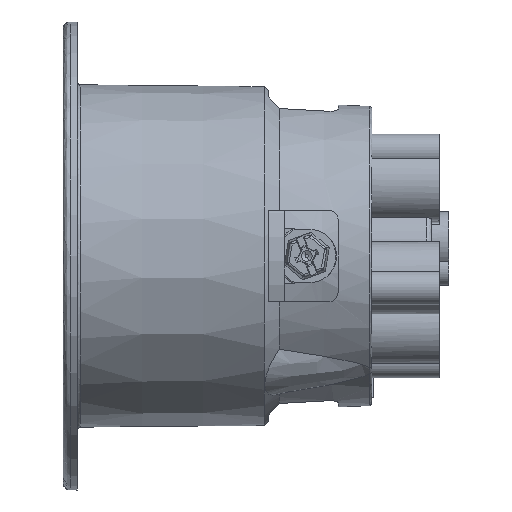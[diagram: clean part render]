
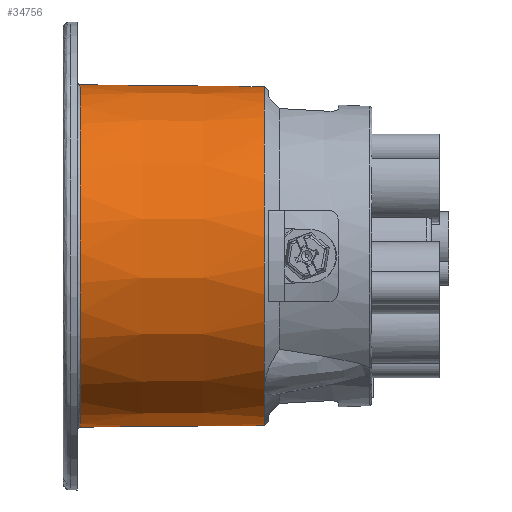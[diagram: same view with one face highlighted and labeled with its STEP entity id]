
A CAD part, front view. The second image highlights one B-rep face of the part: STEP entity #34756.
In plain terms, the highlighted conical face has half-angle 0.5 degrees and reference radius 27.901 mm.
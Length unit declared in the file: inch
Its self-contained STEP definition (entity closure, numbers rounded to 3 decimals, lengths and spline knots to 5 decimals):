
#3607 = ORIENTED_EDGE ( 'NONE', *, *, #39626, .F. ) ;
#6424 = CARTESIAN_POINT ( 'NONE',  ( -0.51737, 0., 0. ) ) ;
#7839 = DIRECTION ( 'NONE',  ( -1., 0., 0. ) ) ;
#13358 = DIRECTION ( 'NONE',  ( 1., 0., 0. ) ) ;
#15790 = ORIENTED_EDGE ( 'NONE', *, *, #55853, .F. ) ;
#25975 = EDGE_LOOP ( 'NONE', ( #15790 ) ) ;
#30551 = AXIS2_PLACEMENT_3D ( 'NONE', #6424, #42984, #67009 ) ;
#30749 = AXIS2_PLACEMENT_3D ( 'NONE', #37520, #7839, #67911 ) ;
#34756 = ADVANCED_FACE ( 'NONE', ( #67218, #50268 ), #77653, .T. ) ;
#37520 = CARTESIAN_POINT ( 'NONE',  ( 0.67135, 0., 0. ) ) ;
#38226 = DIRECTION ( 'NONE',  ( 0., 0.678, 0.736 ) ) ;
#39626 = EDGE_CURVE ( 'NONE', #48759, #48759, #64414, .T. ) ;
#42984 = DIRECTION ( 'NONE',  ( -1., 0., 0. ) ) ;
#43995 = VERTEX_POINT ( 'NONE', #52238 ) ;
#48759 = VERTEX_POINT ( 'NONE', #57982 ) ;
#50268 = FACE_OUTER_BOUND ( 'NONE', #55541, .T. ) ;
#52238 = CARTESIAN_POINT ( 'NONE',  ( 0.67135, 0.74421, 0.80793 ) ) ;
#55157 = CIRCLE ( 'NONE', #73293, 1.09845 ) ;
#55541 = EDGE_LOOP ( 'NONE', ( #3607 ) ) ;
#55853 = EDGE_CURVE ( 'NONE', #43995, #43995, #55157, .T. ) ;
#57982 = CARTESIAN_POINT ( 'NONE',  ( -0.51737, 0.75124, 0.81556 ) ) ;
#64414 = CIRCLE ( 'NONE', #30551, 1.10883 ) ;
#67009 = DIRECTION ( 'NONE',  ( 0., 0.678, 0.736 ) ) ;
#67218 = FACE_BOUND ( 'NONE', #25975, .T. ) ;
#67911 = DIRECTION ( 'NONE',  ( 0., -1., 0. ) ) ;
#73293 = AXIS2_PLACEMENT_3D ( 'NONE', #74437, #13358, #38226 ) ;
#74437 = CARTESIAN_POINT ( 'NONE',  ( 0.67135, 0., 0. ) ) ;
#77653 = CONICAL_SURFACE ( 'NONE', #30749, 1.09845, 0.009 ) ;
